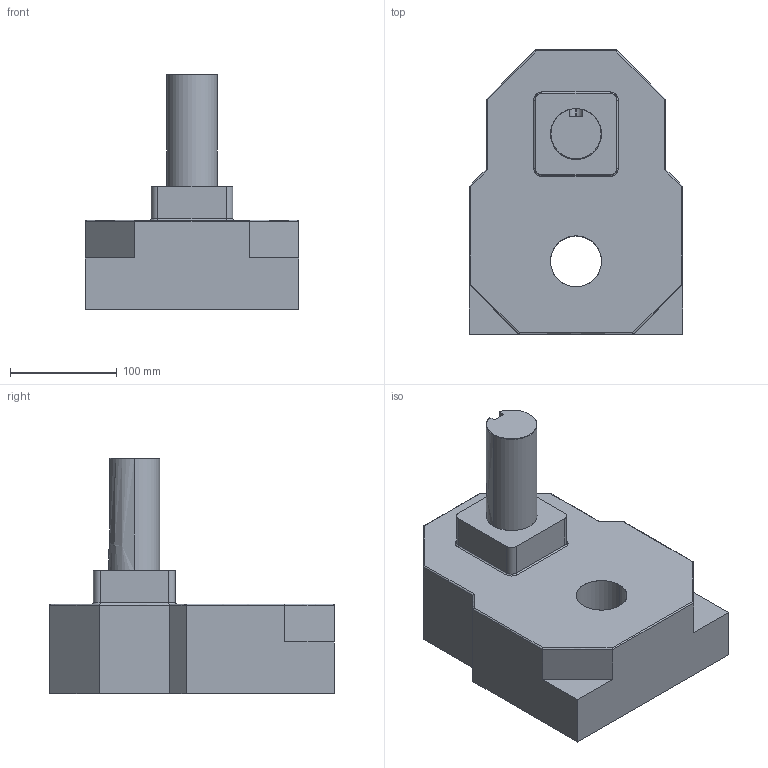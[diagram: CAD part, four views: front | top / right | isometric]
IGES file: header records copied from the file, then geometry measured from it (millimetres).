
Start section: SolidWorks IGES file using analytic representation for surfaces
Global section: file name: Diff SR 30.igs; native system: SolidWorks 2010; preprocessor: SolidWorks 2010; author: Josh; date: 101212.234829; units: inch
Bounding box: 200.15 x 266.7 x 220.73 mm (x, y, z)
Surface area: 199764.2 mm2 (no closed solid volume)
Topology: 0 solids, 0 shells, 58 faces, 645 edges, 645 vertices
Faces by surface type: revolution 29, bspline 29
